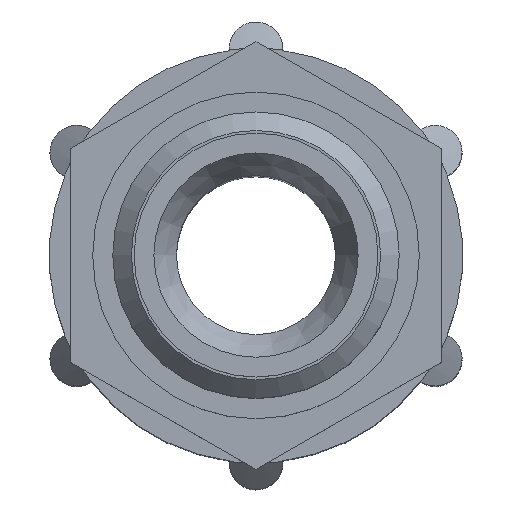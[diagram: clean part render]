
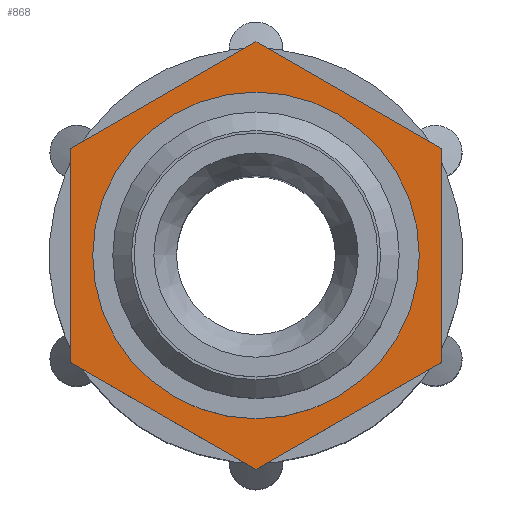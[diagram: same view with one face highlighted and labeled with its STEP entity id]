
A CAD part, top view. The second image highlights one B-rep face of the part: STEP entity #868.
In plain terms, the highlighted planar face has unit normal (0, 0, 1).
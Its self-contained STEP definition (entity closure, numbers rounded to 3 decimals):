
#53=LINE('',#1637,#77);
#55=LINE('',#1641,#79);
#57=LINE('',#1645,#81);
#59=LINE('',#1649,#83);
#61=LINE('',#1653,#85);
#63=LINE('',#1657,#87);
#77=VECTOR('',#1241,1000.);
#79=VECTOR('',#1245,1000.);
#81=VECTOR('',#1249,1000.);
#83=VECTOR('',#1253,1000.);
#85=VECTOR('',#1257,1000.);
#87=VECTOR('',#1261,1000.);
#121=PLANE('',#1010);
#341=ORIENTED_EDGE('',*,*,#449,.T.);
#342=ORIENTED_EDGE('',*,*,#447,.T.);
#343=ORIENTED_EDGE('',*,*,#457,.T.);
#344=ORIENTED_EDGE('',*,*,#455,.T.);
#345=ORIENTED_EDGE('',*,*,#453,.T.);
#346=ORIENTED_EDGE('',*,*,#451,.T.);
#347=ORIENTED_EDGE('',*,*,#465,.T.);
#447=EDGE_CURVE('',#538,#537,#53,.T.);
#449=EDGE_CURVE('',#539,#538,#55,.T.);
#451=EDGE_CURVE('',#540,#539,#57,.T.);
#453=EDGE_CURVE('',#541,#540,#59,.T.);
#455=EDGE_CURVE('',#542,#541,#61,.T.);
#457=EDGE_CURVE('',#537,#542,#63,.T.);
#465=EDGE_CURVE('',#550,#550,#623,.T.);
#537=VERTEX_POINT('',#1636);
#538=VERTEX_POINT('',#1638);
#539=VERTEX_POINT('',#1642);
#540=VERTEX_POINT('',#1646);
#541=VERTEX_POINT('',#1650);
#542=VERTEX_POINT('',#1654);
#550=VERTEX_POINT('',#1680);
#623=CIRCLE('',#1009,7.5);
#703=EDGE_LOOP('',(#341,#342,#343,#344,#345,#346));
#704=EDGE_LOOP('',(#347));
#787=FACE_BOUND('',#703,.T.);
#788=FACE_BOUND('',#704,.T.);
#868=ADVANCED_FACE('',(#787,#788),#121,.F.);
#1009=AXIS2_PLACEMENT_3D('',#1679,#1290,#1291);
#1010=AXIS2_PLACEMENT_3D('',#1681,#1292,#1293);
#1241=DIRECTION('',(-0.866,-0.5,0.));
#1245=DIRECTION('',(-0.866,0.5,0.));
#1249=DIRECTION('',(0.,1.,0.));
#1253=DIRECTION('',(0.866,0.5,0.));
#1257=DIRECTION('',(0.866,-0.5,0.));
#1261=DIRECTION('',(0.,-1.,0.));
#1290=DIRECTION('',(0.,0.,-1.));
#1291=DIRECTION('',(-1.,0.,0.));
#1292=DIRECTION('',(0.,0.,-1.));
#1293=DIRECTION('',(-1.,0.,0.));
#1636=CARTESIAN_POINT('',(-8.5,4.907,-9.5));
#1637=CARTESIAN_POINT('',(0.,9.815,-9.5));
#1638=CARTESIAN_POINT('',(0.,9.815,-9.5));
#1641=CARTESIAN_POINT('',(8.5,4.907,-9.5));
#1642=CARTESIAN_POINT('',(8.5,4.907,-9.5));
#1645=CARTESIAN_POINT('',(8.5,-4.907,-9.5));
#1646=CARTESIAN_POINT('',(8.5,-4.907,-9.5));
#1649=CARTESIAN_POINT('',(0.,-9.815,-9.5));
#1650=CARTESIAN_POINT('',(0.,-9.815,-9.5));
#1653=CARTESIAN_POINT('',(-8.5,-4.907,-9.5));
#1654=CARTESIAN_POINT('',(-8.5,-4.907,-9.5));
#1657=CARTESIAN_POINT('',(-8.5,4.907,-9.5));
#1679=CARTESIAN_POINT('',(0.,0.,-9.5));
#1680=CARTESIAN_POINT('',(-7.5,0.,-9.5));
#1681=CARTESIAN_POINT('',(0.,7.5,-9.5));
